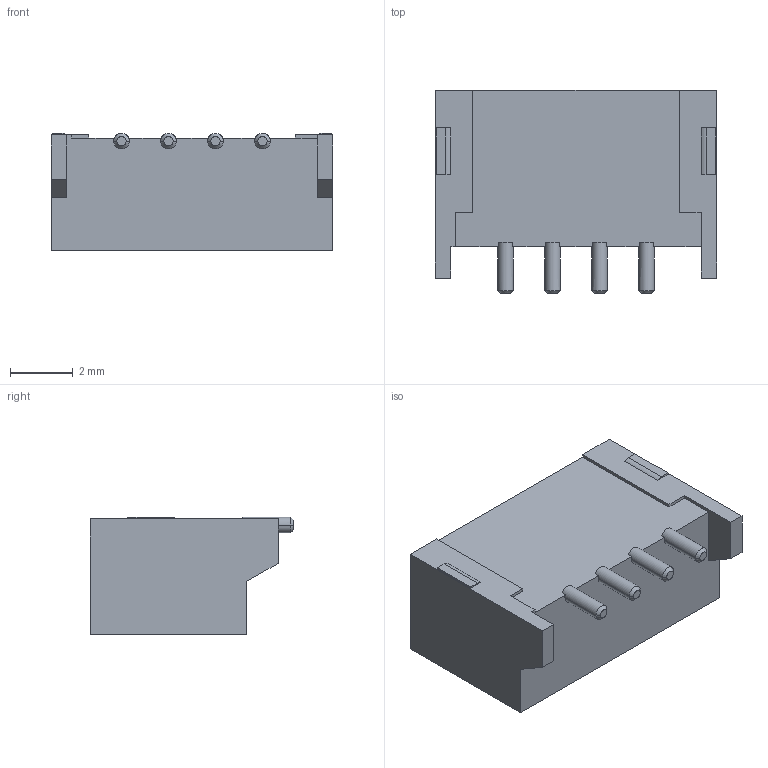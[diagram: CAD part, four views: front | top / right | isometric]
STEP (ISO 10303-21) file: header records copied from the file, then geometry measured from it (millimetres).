
FILE_DESCRIPTION(('CoCreate Modeling STEP Export'),'2;1');
FILE_NAME('WB1519H-04XXC.stp','2021-10-09T 9:17:24',(''),(''),'CoCreate Modeling STEP processor for AP214 (Solid Model)','CoCreate Modeling 16.00 13-May-2008 (C) Parametric Technology GmbH','');
FILE_SCHEMA(('AUTOMOTIVE_DESIGN { 1 0 10303 214 1 1 1 1 }'));
Length unit declared in the file: millimetre
Products named in the file (3): WB1519H-04; WB1519H-04XXC
Assembly tree (2 placements, depth 2):
  WB1519H-04XXC
    WB1519H-04XXC
    WB1519H-04
Bounding box: 9 x 6.5 x 3.75 mm (x, y, z)
Volume: 104.3 mm3; surface area: 290.3 mm2
Topology: 1 solids, 1 shells, 112 faces, 357 edges, 320 vertices
Faces by surface type: plane 74, cylinder 22, cone 16
Entity records: 3683 total; most frequent: CARTESIAN_POINT 732, ORIENTED_EDGE 578, DIRECTION 562, EDGE_CURVE 289, VECTOR 286, LINE 286, VERTEX_POINT 184, AXIS2_PLACEMENT_3D 138
